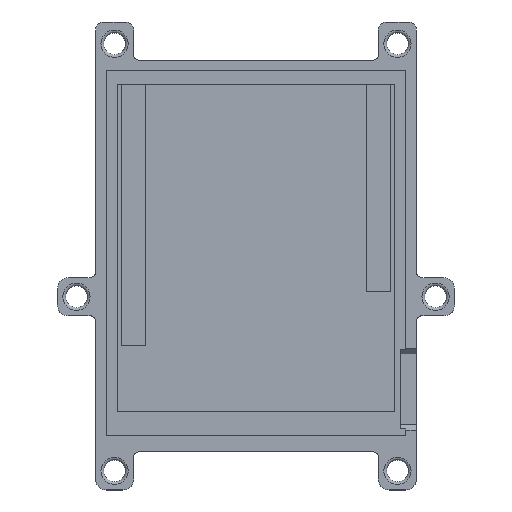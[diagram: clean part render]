
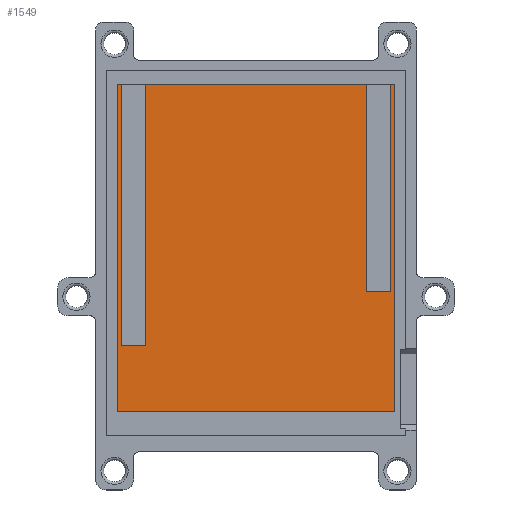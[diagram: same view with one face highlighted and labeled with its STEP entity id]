
A CAD part, top view. The second image highlights one B-rep face of the part: STEP entity #1549.
In plain terms, the highlighted planar face has unit normal (0, 0, 1).
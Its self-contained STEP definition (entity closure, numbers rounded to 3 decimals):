
#117=LINE('',#2463,#275);
#120=LINE('',#2468,#278);
#122=LINE('',#2473,#280);
#125=LINE('',#2478,#283);
#127=LINE('',#2482,#285);
#182=LINE('',#2588,#340);
#184=LINE('',#2592,#342);
#186=LINE('',#2596,#344);
#187=LINE('',#2598,#345);
#188=LINE('',#2599,#346);
#189=LINE('',#2600,#347);
#190=LINE('',#2601,#348);
#275=VECTOR('',#1973,10.);
#278=VECTOR('',#1978,10.);
#280=VECTOR('',#1982,10.);
#283=VECTOR('',#1987,10.);
#285=VECTOR('',#1991,10.);
#340=VECTOR('',#2110,10.);
#342=VECTOR('',#2114,10.);
#344=VECTOR('',#2118,10.);
#345=VECTOR('',#2119,10.);
#346=VECTOR('',#2120,10.);
#347=VECTOR('',#2121,10.);
#348=VECTOR('',#2122,10.);
#400=PLANE('',#1711);
#471=FACE_OUTER_BOUND('',#563,.T.);
#563=EDGE_LOOP('',(#1367,#1368,#1369,#1370,#1371,#1372,#1373,#1374,#1375,
#1376,#1377,#1378));
#776=VERTEX_POINT('',#2460);
#777=VERTEX_POINT('',#2462);
#778=VERTEX_POINT('',#2466);
#779=VERTEX_POINT('',#2470);
#780=VERTEX_POINT('',#2472);
#781=VERTEX_POINT('',#2476);
#782=VERTEX_POINT('',#2480);
#800=VERTEX_POINT('',#2585);
#801=VERTEX_POINT('',#2587);
#802=VERTEX_POINT('',#2591);
#803=VERTEX_POINT('',#2595);
#804=VERTEX_POINT('',#2597);
#940=EDGE_CURVE('',#777,#776,#117,.T.);
#943=EDGE_CURVE('',#776,#778,#120,.T.);
#945=EDGE_CURVE('',#780,#779,#122,.T.);
#948=EDGE_CURVE('',#779,#781,#125,.T.);
#950=EDGE_CURVE('',#781,#782,#127,.T.);
#1005=EDGE_CURVE('',#801,#800,#182,.T.);
#1007=EDGE_CURVE('',#802,#801,#184,.T.);
#1009=EDGE_CURVE('',#800,#803,#186,.T.);
#1010=EDGE_CURVE('',#803,#804,#187,.T.);
#1011=EDGE_CURVE('',#804,#777,#188,.T.);
#1012=EDGE_CURVE('',#778,#780,#189,.T.);
#1013=EDGE_CURVE('',#782,#802,#190,.T.);
#1367=ORIENTED_EDGE('',*,*,#1005,.T.);
#1368=ORIENTED_EDGE('',*,*,#1009,.T.);
#1369=ORIENTED_EDGE('',*,*,#1010,.T.);
#1370=ORIENTED_EDGE('',*,*,#1011,.T.);
#1371=ORIENTED_EDGE('',*,*,#940,.T.);
#1372=ORIENTED_EDGE('',*,*,#943,.T.);
#1373=ORIENTED_EDGE('',*,*,#1012,.T.);
#1374=ORIENTED_EDGE('',*,*,#945,.T.);
#1375=ORIENTED_EDGE('',*,*,#948,.T.);
#1376=ORIENTED_EDGE('',*,*,#950,.T.);
#1377=ORIENTED_EDGE('',*,*,#1013,.T.);
#1378=ORIENTED_EDGE('',*,*,#1007,.T.);
#1549=ADVANCED_FACE('',(#471),#400,.T.);
#1711=AXIS2_PLACEMENT_3D('',#2594,#2116,#2117);
#1973=DIRECTION('',(-1.,0.,0.));
#1978=DIRECTION('',(0.,1.,0.));
#1982=DIRECTION('',(0.,-1.,0.));
#1987=DIRECTION('',(-1.,0.,0.));
#1991=DIRECTION('',(0.,1.,0.));
#2110=DIRECTION('',(1.,0.,0.));
#2114=DIRECTION('',(0.,-1.,0.));
#2116=DIRECTION('center_axis',(0.,0.,1.));
#2117=DIRECTION('ref_axis',(1.,0.,0.));
#2118=DIRECTION('',(0.,1.,0.));
#2119=DIRECTION('',(-1.,0.,0.));
#2120=DIRECTION('',(0.,-1.,0.));
#2121=DIRECTION('',(-1.,0.,0.));
#2122=DIRECTION('',(-1.,0.,0.));
#2460=CARTESIAN_POINT('',(46.75,25.5,-3.3));
#2462=CARTESIAN_POINT('',(51.25,25.5,-3.3));
#2463=CARTESIAN_POINT('',(37.375,25.5,-3.3));
#2466=CARTESIAN_POINT('',(46.75,63.5,-3.3));
#2468=CARTESIAN_POINT('',(46.75,29.,-3.3));
#2470=CARTESIAN_POINT('',(6.25,15.5,-3.3));
#2472=CARTESIAN_POINT('',(6.25,63.5,-3.3));
#2473=CARTESIAN_POINT('',(6.25,48.,-3.3));
#2476=CARTESIAN_POINT('',(1.75,15.5,-3.3));
#2478=CARTESIAN_POINT('',(14.5,15.5,-3.3));
#2480=CARTESIAN_POINT('',(1.75,63.5,-3.3));
#2482=CARTESIAN_POINT('',(1.75,24.,-3.3));
#2585=CARTESIAN_POINT('',(52.,3.5,-3.3));
#2587=CARTESIAN_POINT('',(1.,3.5,-3.3));
#2588=CARTESIAN_POINT('',(39.75,3.5,-3.3));
#2591=CARTESIAN_POINT('',(1.,63.5,-3.3));
#2592=CARTESIAN_POINT('',(1.,1.5,-3.3));
#2594=CARTESIAN_POINT('Origin',(26.5,32.5,-3.3));
#2595=CARTESIAN_POINT('',(52.,63.5,-3.3));
#2596=CARTESIAN_POINT('',(52.,48.75,-3.3));
#2597=CARTESIAN_POINT('',(51.25,63.5,-3.3));
#2598=CARTESIAN_POINT('',(13.25,63.5,-3.3));
#2599=CARTESIAN_POINT('',(51.25,48.,-3.3));
#2600=CARTESIAN_POINT('',(13.25,63.5,-3.3));
#2601=CARTESIAN_POINT('',(13.25,63.5,-3.3));
